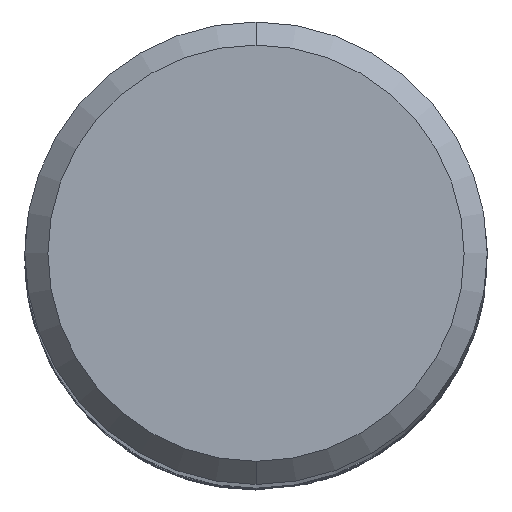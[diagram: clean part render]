
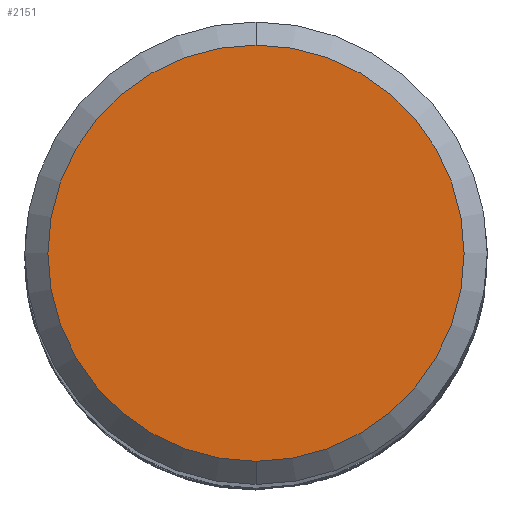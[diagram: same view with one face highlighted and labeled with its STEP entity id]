
A CAD part, top view. The second image highlights one B-rep face of the part: STEP entity #2151.
In plain terms, the highlighted planar face has unit normal (0, 0, 1).
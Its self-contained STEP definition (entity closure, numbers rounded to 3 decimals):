
#2121=VERTEX_POINT('',#4590);
#2151=ADVANCED_FACE('',(#4625),#4626,.T.);
#2329=EDGE_CURVE('',#2121,#2821,#4820,.T.);
#2763=EDGE_CURVE('',#2821,#2121,#5289,.T.);
#2821=VERTEX_POINT('',#5352);
#4590=CARTESIAN_POINT('',(0.0,4.5,0.0));
#4625=FACE_OUTER_BOUND('',#17284,.T.);
#4626=PLANE('',#17285);
#4820=CIRCLE('',#18724,4.5);
#5289=CIRCLE('',#23165,4.5);
#5352=CARTESIAN_POINT('',(0.,-4.5,0.0));
#17284=EDGE_LOOP('',(#31191,#31192));
#17285=AXIS2_PLACEMENT_3D('',#31193,#31194,#31195);
#18724=AXIS2_PLACEMENT_3D('',#31427,#31428,#31429);
#23165=AXIS2_PLACEMENT_3D('',#31886,#31887,#31888);
#31191=ORIENTED_EDGE('',*,*,#2329,.F.);
#31192=ORIENTED_EDGE('',*,*,#2763,.F.);
#31193=CARTESIAN_POINT('',(0.0,2.25,0.0));
#31194=DIRECTION('',(-0.0,0.0,1.0));
#31195=DIRECTION('',(0.0,-1.0,0.0));
#31427=CARTESIAN_POINT('',(0.0,0.0,0.0));
#31428=DIRECTION('',(0.0,0.0,-1.0));
#31429=DIRECTION('',(0.0,1.0,0.0));
#31886=CARTESIAN_POINT('',(0.0,0.0,0.0));
#31887=DIRECTION('',(0.0,0.0,-1.0));
#31888=DIRECTION('',(0.0,1.0,0.0));
